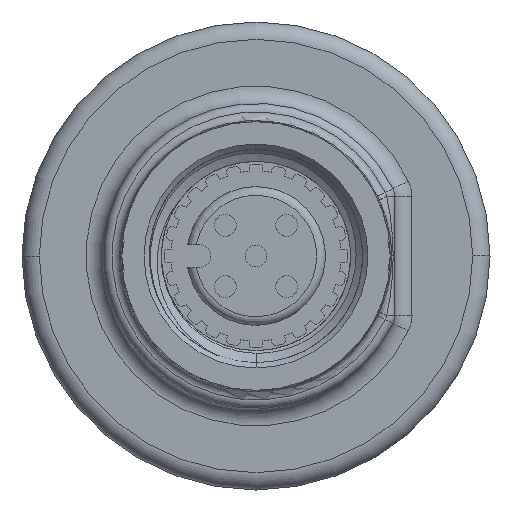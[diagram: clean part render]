
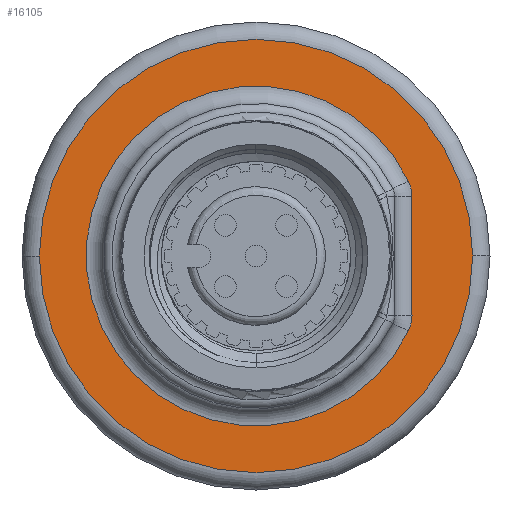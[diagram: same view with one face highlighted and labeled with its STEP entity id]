
A CAD part, front view. The second image highlights one B-rep face of the part: STEP entity #16105.
In plain terms, the highlighted planar face has unit normal (0, -1, 0).
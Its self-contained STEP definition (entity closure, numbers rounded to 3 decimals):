
#390=CARTESIAN_POINT('',(0.,-191.,0.));
#391=DIRECTION('',(0.,1.,0.));
#392=DIRECTION('',(-1.,0.,0.));
#393=AXIS2_PLACEMENT_3D('',#390,#391,#392);
#395=CARTESIAN_POINT('',(0.,-191.,0.));
#396=DIRECTION('',(0.,1.,0.));
#397=DIRECTION('',(1.,0.,0.));
#398=AXIS2_PLACEMENT_3D('',#395,#396,#397);
#400=CARTESIAN_POINT('',(7.,-191.,-3.441));
#401=DIRECTION('',(0.,-1.,0.));
#402=DIRECTION('',(0.897,0.,-0.441));
#403=AXIS2_PLACEMENT_3D('',#400,#401,#402);
#405=DIRECTION('',(0.,0.,1.));
#406=VECTOR('',#405,6.882);
#407=CARTESIAN_POINT('',(9.,-191.,-3.441));
#408=LINE('',#407,#406);
#409=CARTESIAN_POINT('',(7.,-191.,3.441));
#410=DIRECTION('',(0.,-1.,0.));
#411=DIRECTION('',(1.,0.,0.));
#412=AXIS2_PLACEMENT_3D('',#409,#410,#411);
#414=CARTESIAN_POINT('',(0.,-191.,0.));
#415=DIRECTION('',(0.,-1.,0.));
#416=DIRECTION('',(0.897,0.,0.441));
#417=AXIS2_PLACEMENT_3D('',#414,#415,#416);
#14191=CARTESIAN_POINT('',(-12.5,-191.,0.));
#14192=CARTESIAN_POINT('',(12.5,-191.,0.));
#14193=VERTEX_POINT('',#14191);
#14194=VERTEX_POINT('',#14192);
#14199=CARTESIAN_POINT('',(8.795,-191.,-4.323));
#14200=CARTESIAN_POINT('',(9.,-191.,-3.441));
#14201=VERTEX_POINT('',#14199);
#14202=VERTEX_POINT('',#14200);
#14207=CARTESIAN_POINT('',(8.795,-191.,4.323));
#14208=VERTEX_POINT('',#14207);
#14211=CARTESIAN_POINT('',(9.,-191.,3.441));
#14212=VERTEX_POINT('',#14211);
#16086=CARTESIAN_POINT('',(0.,-191.,0.));
#16087=DIRECTION('',(0.,1.,0.));
#16088=DIRECTION('',(1.,0.,0.));
#16089=AXIS2_PLACEMENT_3D('',#16086,#16087,#16088);
#16090=PLANE('',#16089);
#16091=ORIENTED_EDGE('',*,*,#16080,.T.);
#16092=ORIENTED_EDGE('',*,*,#16066,.T.);
#16093=EDGE_LOOP('',(#16091,#16092));
#16094=FACE_OUTER_BOUND('',#16093,.F.);
#16096=ORIENTED_EDGE('',*,*,#16095,.T.);
#16098=ORIENTED_EDGE('',*,*,#16097,.T.);
#16100=ORIENTED_EDGE('',*,*,#16099,.T.);
#16102=ORIENTED_EDGE('',*,*,#16101,.T.);
#16103=EDGE_LOOP('',(#16096,#16098,#16100,#16102));
#16104=FACE_BOUND('',#16103,.F.);
#16105=ADVANCED_FACE('',(#16094,#16104),#16090,.F.);
#394=CIRCLE('',#393,12.5);
#399=CIRCLE('',#398,12.5);
#404=CIRCLE('',#403,2.);
#413=CIRCLE('',#412,2.);
#418=CIRCLE('',#417,9.8);
#16066=EDGE_CURVE('',#14194,#14193,#399,.T.);
#16080=EDGE_CURVE('',#14193,#14194,#394,.T.);
#16095=EDGE_CURVE('',#14201,#14202,#404,.T.);
#16097=EDGE_CURVE('',#14202,#14212,#408,.T.);
#16099=EDGE_CURVE('',#14212,#14208,#413,.T.);
#16101=EDGE_CURVE('',#14208,#14201,#418,.T.);
